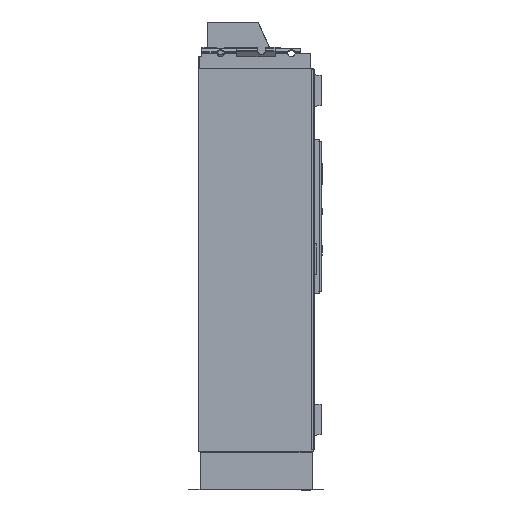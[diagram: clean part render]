
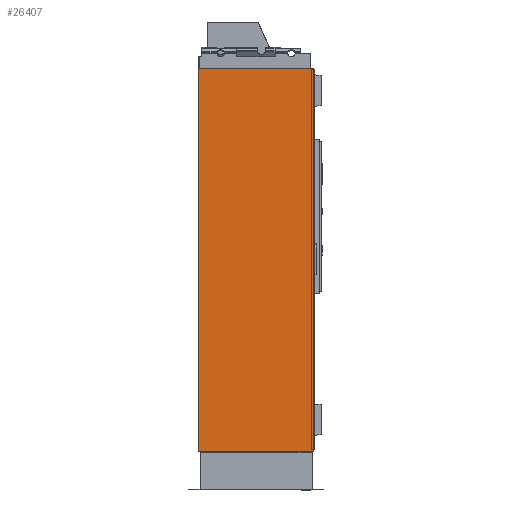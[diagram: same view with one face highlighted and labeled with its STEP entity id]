
A CAD part, left-side view. The second image highlights one B-rep face of the part: STEP entity #26407.
In plain terms, the highlighted planar face has unit normal (-1, 0, 0).
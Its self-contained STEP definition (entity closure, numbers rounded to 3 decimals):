
#26407=ADVANCED_FACE('',(#33201),#29853,.T.);
#29853=PLANE('',#100852);
#33201=FACE_OUTER_BOUND('',#38279,.T.);
#38279=EDGE_LOOP('',(#56194,#56195,#56196,#56197));
#56194=ORIENTED_EDGE('',*,*,#76760,.F.);
#56195=ORIENTED_EDGE('',*,*,#76761,.T.);
#56196=ORIENTED_EDGE('',*,*,#76762,.F.);
#56197=ORIENTED_EDGE('',*,*,#76763,.F.);
#67078=VERTEX_POINT('',#146457);
#67079=VERTEX_POINT('',#146459);
#67080=VERTEX_POINT('',#146463);
#67081=VERTEX_POINT('',#146465);
#76760=EDGE_CURVE('',#67079,#67078,#85851,.T.);
#76761=EDGE_CURVE('',#67079,#67080,#85852,.T.);
#76762=EDGE_CURVE('',#67081,#67080,#85853,.T.);
#76763=EDGE_CURVE('',#67078,#67081,#85854,.T.);
#85851=LINE('',#146460,#94736);
#85852=LINE('',#146462,#94737);
#85853=LINE('',#146464,#94738);
#85854=LINE('',#146466,#94739);
#94736=VECTOR('',#116733,1.);
#94737=VECTOR('',#116736,1.);
#94738=VECTOR('',#116737,1.);
#94739=VECTOR('',#116738,1.);
#100852=AXIS2_PLACEMENT_3D('',#146467,#116739,#116740);
#116733=DIRECTION('',(0.,-1.,0.));
#116736=DIRECTION('',(0.,0.,-1.));
#116737=DIRECTION('',(0.,1.,0.));
#116738=DIRECTION('',(0.,0.,-1.));
#116739=DIRECTION('',(-1.,0.,0.));
#116740=DIRECTION('',(0.,0.,1.));
#146457=CARTESIAN_POINT('',(-1950.,0.,1899.5));
#146459=CARTESIAN_POINT('',(-1950.,600.,1899.5));
#146460=CARTESIAN_POINT('',(-1950.,600.,1899.5));
#146462=CARTESIAN_POINT('',(-1950.,600.,0.));
#146463=CARTESIAN_POINT('',(-1950.,600.,-100.));
#146464=CARTESIAN_POINT('',(-1950.,600.,-100.));
#146465=CARTESIAN_POINT('',(-1950.,0.,-100.));
#146466=CARTESIAN_POINT('',(-1950.,0.,0.));
#146467=CARTESIAN_POINT('',(-1950.,600.,1900.));
